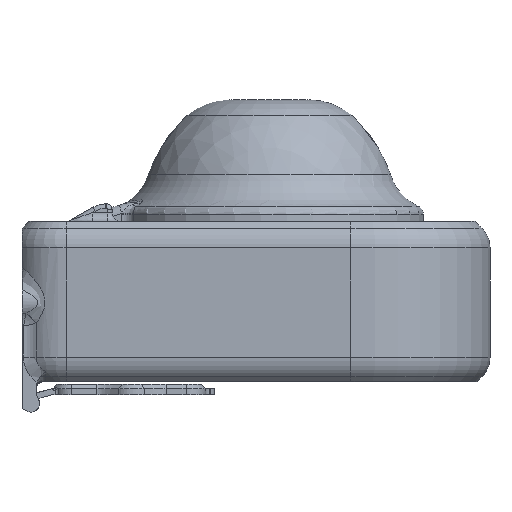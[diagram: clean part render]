
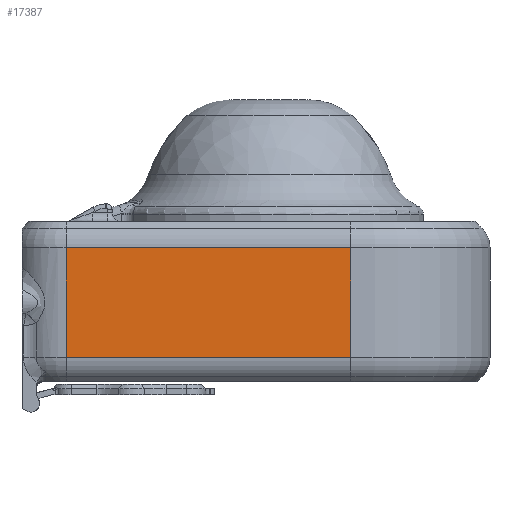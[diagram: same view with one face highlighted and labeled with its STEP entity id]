
A CAD part, left-side view. The second image highlights one B-rep face of the part: STEP entity #17387.
In plain terms, the highlighted planar face has unit normal (-1, 0, 0).
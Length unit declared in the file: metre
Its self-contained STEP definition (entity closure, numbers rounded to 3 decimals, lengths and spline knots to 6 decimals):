
#1876=LINE('',#28505,#3343);
#2396=LINE('',#31158,#3863);
#2407=LINE('',#31213,#3874);
#2408=LINE('',#31215,#3875);
#3343=VECTOR('',#20529,1.);
#3863=VECTOR('',#21953,1.);
#3874=VECTOR('',#22006,1.);
#3875=VECTOR('',#22009,1.);
#8405=ORIENTED_EDGE('',*,*,#11475,.F.);
#8406=ORIENTED_EDGE('',*,*,#10637,.F.);
#8407=ORIENTED_EDGE('',*,*,#11476,.F.);
#8408=ORIENTED_EDGE('',*,*,#11456,.F.);
#10637=EDGE_CURVE('',#12849,#12591,#1876,.T.);
#11456=EDGE_CURVE('',#13301,#13300,#2396,.F.);
#11475=EDGE_CURVE('',#12591,#13301,#2407,.F.);
#11476=EDGE_CURVE('',#13300,#12849,#2408,.T.);
#12591=VERTEX_POINT('',#27709);
#12849=VERTEX_POINT('',#28504);
#13300=VERTEX_POINT('',#31155);
#13301=VERTEX_POINT('',#31157);
#14929=EDGE_LOOP('',(#8405,#8406,#8407,#8408));
#15970=FACE_BOUND('',#14929,.T.);
#16524=PLANE('',#18542);
#17387=ADVANCED_FACE('',(#15970),#16524,.T.);
#18542=AXIS2_PLACEMENT_3D('',#31214,#22007,#22008);
#20529=DIRECTION('',(0.,1.,0.));
#21953=DIRECTION('',(0.,1.,0.));
#22006=DIRECTION('',(0.,0.,-1.));
#22007=DIRECTION('',(-1.,0.,0.));
#22008=DIRECTION('',(0.,1.,0.));
#22009=DIRECTION('',(0.,0.,-1.));
#27709=CARTESIAN_POINT('',(-0.05515,0.03985,-0.000449));
#28504=CARTESIAN_POINT('',(-0.05515,-0.0256,-0.000449));
#28505=CARTESIAN_POINT('',(-0.05515,-0.002875,-0.000449));
#31155=CARTESIAN_POINT('',(-0.05515,-0.0256,0.024649));
#31157=CARTESIAN_POINT('',(-0.05515,0.03985,0.024649));
#31158=CARTESIAN_POINT('',(-0.05515,-0.002875,0.024649));
#31213=CARTESIAN_POINT('',(-0.05515,0.03985,0.0303));
#31214=CARTESIAN_POINT('',(-0.05515,-0.002875,0.0303));
#31215=CARTESIAN_POINT('',(-0.05515,-0.0256,0.0303));
